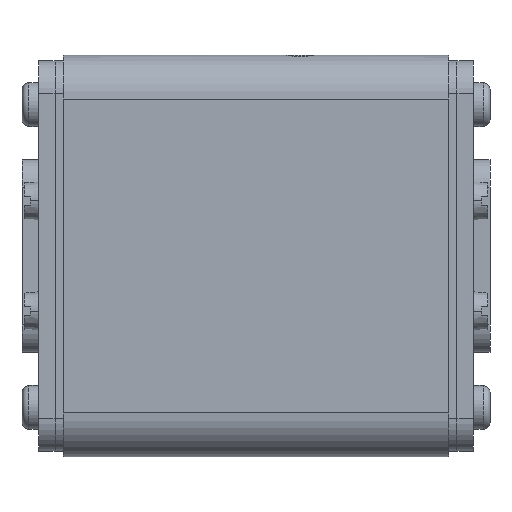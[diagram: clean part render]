
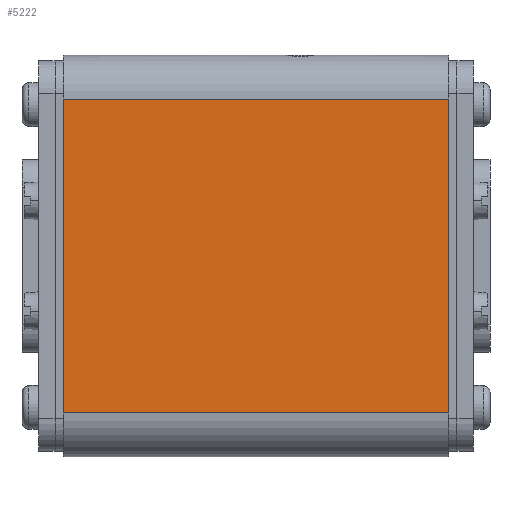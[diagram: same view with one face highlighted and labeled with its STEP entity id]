
A CAD part, left-side view. The second image highlights one B-rep face of the part: STEP entity #5222.
In plain terms, the highlighted face is planar.
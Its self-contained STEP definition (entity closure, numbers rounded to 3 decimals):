
#208=DIRECTION('',(-1.,0.,0.));
#209=VECTOR('',#208,57.);
#210=CARTESIAN_POINT('',(28.5,36.5,-35.));
#211=LINE('',#210,#209);
#1804=DIRECTION('',(0.,0.,-1.));
#1805=VECTOR('',#1804,70.);
#1806=CARTESIAN_POINT('',(28.5,36.5,35.));
#1807=LINE('',#1806,#1805);
#1811=DIRECTION('',(0.,0.,-1.));
#1812=VECTOR('',#1811,70.);
#1813=CARTESIAN_POINT('',(-28.5,36.5,35.));
#1814=LINE('',#1813,#1812);
#1935=DIRECTION('',(-1.,0.,0.));
#1936=VECTOR('',#1935,57.);
#1937=CARTESIAN_POINT('',(28.5,36.5,35.));
#1938=LINE('',#1937,#1936);
#3470=CARTESIAN_POINT('',(28.5,36.5,-35.));
#3472=VERTEX_POINT('',#3470);
#3475=CARTESIAN_POINT('',(28.5,36.5,35.));
#3477=VERTEX_POINT('',#3475);
#3479=CARTESIAN_POINT('',(-28.5,36.5,-35.));
#3481=VERTEX_POINT('',#3479);
#3482=CARTESIAN_POINT('',(-28.5,36.5,35.));
#3483=VERTEX_POINT('',#3482);
#5210=CARTESIAN_POINT('',(36.5,36.5,-35.));
#5211=DIRECTION('',(0.,1.,0.));
#5212=DIRECTION('',(-1.,0.,0.));
#5213=AXIS2_PLACEMENT_3D('',#5210,#5211,#5212);
#5214=PLANE('',#5213);
#5215=ORIENTED_EDGE('',*,*,#4654,.F.);
#5217=ORIENTED_EDGE('',*,*,#5216,.T.);
#5218=ORIENTED_EDGE('',*,*,#5202,.T.);
#5219=ORIENTED_EDGE('',*,*,#3988,.F.);
#5220=EDGE_LOOP('',(#5215,#5217,#5218,#5219));
#5221=FACE_OUTER_BOUND('',#5220,.F.);
#3988=EDGE_CURVE('',#3472,#3481,#211,.T.);
#4654=EDGE_CURVE('',#3477,#3472,#1807,.T.);
#5202=EDGE_CURVE('',#3483,#3481,#1814,.T.);
#5216=EDGE_CURVE('',#3477,#3483,#1938,.T.);
#5222=ADVANCED_FACE('',(#5221),#5214,.T.);
